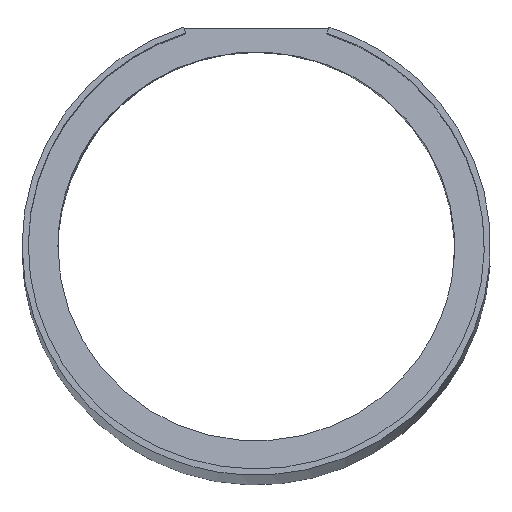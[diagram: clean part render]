
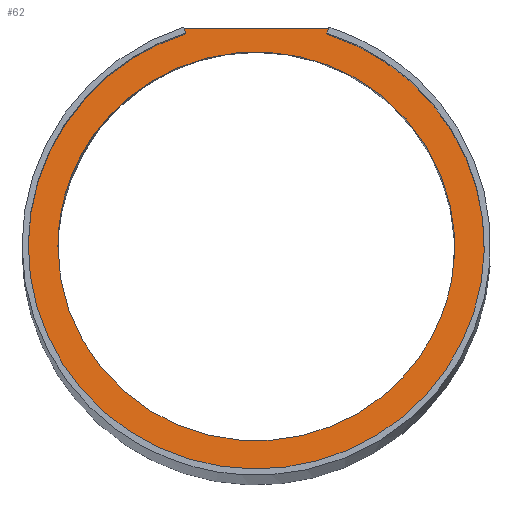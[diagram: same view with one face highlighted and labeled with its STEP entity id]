
A CAD part, top view. The second image highlights one B-rep face of the part: STEP entity #62.
In plain terms, the highlighted planar face has unit normal (0, 0.139, 0.99).
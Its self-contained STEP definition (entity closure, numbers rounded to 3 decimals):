
#62=ADVANCED_FACE('',(#142,#144),#146,.T.);
#142=FACE_BOUND('',#143,.T.);
#143=EDGE_LOOP('',(#210,#211,#212,#213));
#144=FACE_BOUND('',#145,.T.);
#145=EDGE_LOOP('',(#214));
#146=PLANE('',#147);
#147=AXIS2_PLACEMENT_3D('',#148,#149,#150);
#148=CARTESIAN_POINT('',(-12.592,34.67,14.));
#149=DIRECTION('',(0.,0.139,0.99));
#150=DIRECTION('',(0.,0.99,-0.139));
#210=ORIENTED_EDGE('',*,*,#286,.F.);
#211=ORIENTED_EDGE('',*,*,#287,.F.);
#212=ORIENTED_EDGE('',*,*,#288,.F.);
#213=ORIENTED_EDGE('',*,*,#289,.F.);
#214=ORIENTED_EDGE('',*,*,#290,.T.);
#286=EDGE_CURVE('',#300,#307,#308,.T.);
#287=EDGE_CURVE('',#298,#297,#309,.F.);
#288=EDGE_CURVE('',#310,#305,#311,.T.);
#289=EDGE_CURVE('',#307,#310,#312,.T.);
#290=EDGE_CURVE('',#313,#314,#315,.F.);
#297=VERTEX_POINT('',#326);
#298=VERTEX_POINT('',#327);
#300=VERTEX_POINT('',#464);
#305=VERTEX_POINT('',#477);
#307=VERTEX_POINT('',#481);
#308=LINE('',#482,#483);
#309=LINE('',#485,#486);
#310=VERTEX_POINT('',#488);
#311=LINE('',#489,#490);
#312=B_SPLINE_CURVE_WITH_KNOTS('',3,
(#492,#493,#494,#495,#496,#497,#498,#499,#500,#501,#502,#503,#504,#505,#506,#507,
#508,#509,#510,#511,#512,#513,#514,#515,#516,#517,#518,#519,#520,#521,#522,#523,
#524,#525,#526,#527,#528,#529,#530,#531,#532,#533,#534,#535,#536,#537),
.UNSPECIFIED.,.F.,.F.,
(4,1,1,1,1,1,1,1,1,1,1,1,1,1,1,1,1,1,1,1,1,1,1,1,1,1,1,1,1,1,1,1,1,1,1,1,1,1,1,1,
1,1,1,4),
(0.,0.029,0.054,0.076,0.099,
0.123,0.146,0.169,0.193,0.216,
0.239,0.263,0.286,0.309,0.333,
0.356,0.379,0.403,0.426,0.449,
0.473,0.496,0.519,0.543,0.566,
0.589,0.613,0.636,0.659,0.683,
0.706,0.73,0.753,0.776,0.8,
0.823,0.846,0.87,0.893,0.916,
0.94,0.963,0.983,1.),
.UNSPECIFIED.);
#313=VERTEX_POINT('',#538);
#314=VERTEX_POINT('',#539);
#315=(BOUNDED_CURVE()B_SPLINE_CURVE(3,
(#540,#541,#542,#543,#544,#545,#546),
.UNSPECIFIED.,.T.,.F.)B_SPLINE_CURVE_WITH_KNOTS((4,3,4),
(0.,0.5,1.),
.UNSPECIFIED.)CURVE()GEOMETRIC_REPRESENTATION_ITEM()RATIONAL_B_SPLINE_CURVE((1.,
0.333,0.333,1.,0.333,0.333,1.))
REPRESENTATION_ITEM(''));
#326=CARTESIAN_POINT('',(13.32,34.67,14.));
#327=CARTESIAN_POINT('',(-9.92,34.67,14.));
#464=CARTESIAN_POINT('',(13.32,34.67,14.));
#477=CARTESIAN_POINT('',(-9.92,34.67,14.));
#481=CARTESIAN_POINT('',(13.013,33.727,14.133));
#482=CARTESIAN_POINT('',(13.32,34.67,14.));
#483=VECTOR('',#484,1.);
#484=DIRECTION('',(-0.307,-0.942,0.133));
#485=CARTESIAN_POINT('',(13.32,34.67,14.));
#486=VECTOR('',#487,1.);
#487=DIRECTION('',(-1.,0.,0.));
#488=CARTESIAN_POINT('',(-9.613,33.727,14.133));
#489=CARTESIAN_POINT('',(-9.613,33.727,14.133));
#490=VECTOR('',#491,1.);
#491=DIRECTION('',(-0.307,0.942,-0.133));
#492=CARTESIAN_POINT('',(13.013,33.727,14.133));
#493=CARTESIAN_POINT('',(14.891,33.127,14.217));
#494=CARTESIAN_POINT('',(18.312,31.724,14.414));
#495=CARTESIAN_POINT('',(22.789,29.044,14.791));
#496=CARTESIAN_POINT('',(26.549,26.05,15.212));
#497=CARTESIAN_POINT('',(29.822,22.679,15.686));
#498=CARTESIAN_POINT('',(32.654,18.866,16.222));
#499=CARTESIAN_POINT('',(34.962,14.693,16.809));
#500=CARTESIAN_POINT('',(36.683,10.275,17.43));
#501=CARTESIAN_POINT('',(37.797,5.671,18.078));
#502=CARTESIAN_POINT('',(38.284,0.963,18.739));
#503=CARTESIAN_POINT('',(38.134,-3.766,19.405));
#504=CARTESIAN_POINT('',(37.351,-8.435,20.061));
#505=CARTESIAN_POINT('',(35.949,-12.963,20.698));
#506=CARTESIAN_POINT('',(33.951,-17.27,21.303));
#507=CARTESIAN_POINT('',(31.392,-21.282,21.867));
#508=CARTESIAN_POINT('',(28.317,-24.93,22.38));
#509=CARTESIAN_POINT('',(24.778,-28.149,22.833));
#510=CARTESIAN_POINT('',(20.839,-30.884,23.218));
#511=CARTESIAN_POINT('',(16.566,-33.087,23.527));
#512=CARTESIAN_POINT('',(12.034,-34.72,23.757));
#513=CARTESIAN_POINT('',(7.323,-35.754,23.902));
#514=CARTESIAN_POINT('',(2.513,-36.171,23.961));
#515=CARTESIAN_POINT('',(-2.31,-35.964,23.932));
#516=CARTESIAN_POINT('',(-7.064,-35.136,23.815));
#517=CARTESIAN_POINT('',(-11.665,-33.702,23.614));
#518=CARTESIAN_POINT('',(-16.034,-31.687,23.331));
#519=CARTESIAN_POINT('',(-20.094,-29.127,22.97));
#520=CARTESIAN_POINT('',(-23.774,-26.065,22.54));
#521=CARTESIAN_POINT('',(-27.012,-22.555,22.046));
#522=CARTESIAN_POINT('',(-29.75,-18.658,21.498));
#523=CARTESIAN_POINT('',(-31.941,-14.442,20.906));
#524=CARTESIAN_POINT('',(-33.547,-9.98,20.278));
#525=CARTESIAN_POINT('',(-34.541,-5.35,19.627));
#526=CARTESIAN_POINT('',(-34.904,-0.631,18.964));
#527=CARTESIAN_POINT('',(-34.632,4.093,18.299));
#528=CARTESIAN_POINT('',(-33.727,8.741,17.646));
#529=CARTESIAN_POINT('',(-32.207,13.232,17.014));
#530=CARTESIAN_POINT('',(-30.097,17.488,16.416));
#531=CARTESIAN_POINT('',(-27.435,21.433,15.861));
#532=CARTESIAN_POINT('',(-24.264,25.005,15.359));
#533=CARTESIAN_POINT('',(-20.661,28.118,14.921));
#534=CARTESIAN_POINT('',(-16.856,30.623,14.569));
#535=CARTESIAN_POINT('',(-13.149,32.468,14.31));
#536=CARTESIAN_POINT('',(-10.742,33.367,14.183));
#537=CARTESIAN_POINT('',(-9.613,33.727,14.133));
#538=CARTESIAN_POINT('',(-30.05,-0.293,18.916));
#539=CARTESIAN_POINT('',(-30.05,-0.293,18.916));
#540=CARTESIAN_POINT('',(-30.05,-0.293,18.916));
#541=CARTESIAN_POINT('',(-30.05,-62.562,27.672));
#542=CARTESIAN_POINT('',(33.45,-62.562,27.672));
#543=CARTESIAN_POINT('',(33.45,-0.293,18.916));
#544=CARTESIAN_POINT('',(33.45,61.976,10.16));
#545=CARTESIAN_POINT('',(-30.05,61.976,10.16));
#546=CARTESIAN_POINT('',(-30.05,-0.293,18.916));
